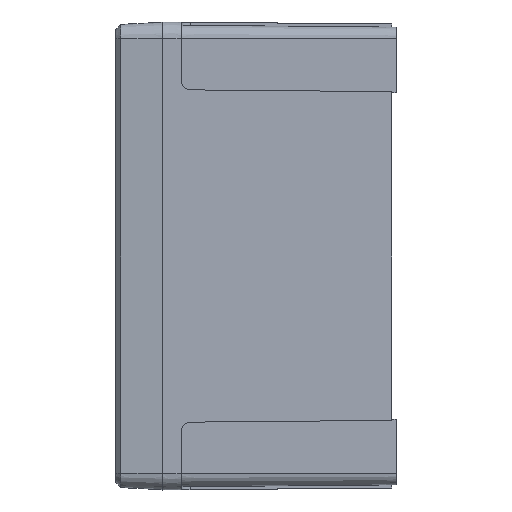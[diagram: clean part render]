
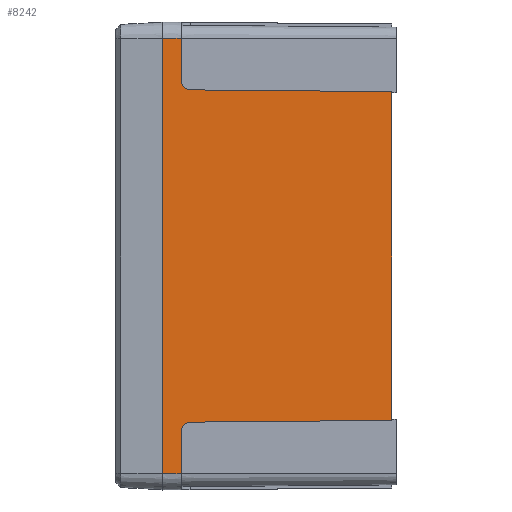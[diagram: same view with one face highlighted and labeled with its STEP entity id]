
A CAD part, left-side view. The second image highlights one B-rep face of the part: STEP entity #8242.
In plain terms, the highlighted planar face has unit normal (-1, -0.009, 0).
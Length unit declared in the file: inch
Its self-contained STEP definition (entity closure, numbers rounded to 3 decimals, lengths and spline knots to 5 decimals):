
#118 = EDGE_CURVE ( 'NONE', #2714, #14062, #12563, .T. ) ;
#153 = CARTESIAN_POINT ( 'NONE',  ( -1.9691, -0.15748, -1.43186 ) ) ;
#763 = VECTOR ( 'NONE', #1728, 39.37008 ) ;
#915 = ORIENTED_EDGE ( 'NONE', *, *, #8599, .T. ) ;
#947 = ORIENTED_EDGE ( 'NONE', *, *, #8608, .F. ) ;
#1266 = EDGE_CURVE ( 'NONE', #8106, #11782, #5116, .T. ) ;
#1728 = DIRECTION ( 'NONE',  ( -0.009, 1., 0. ) ) ;
#1805 = VERTEX_POINT ( 'NONE', #6626 ) ;
#1926 = VECTOR ( 'NONE', #10936, 39.37008 ) ;
#2016 = DIRECTION ( 'NONE',  ( 0., 0., 1. ) ) ;
#2171 = EDGE_CURVE ( 'NONE', #8106, #2376, #5041, .T. ) ;
#2376 = VERTEX_POINT ( 'NONE', #6972 ) ;
#2528 = EDGE_CURVE ( 'NONE', #3891, #11782, #13422, .T. ) ;
#2582 = DIRECTION ( 'NONE',  ( -1., -0.009, 0. ) ) ;
#2714 = VERTEX_POINT ( 'NONE', #9606 ) ;
#2999 = VECTOR ( 'NONE', #13777, 39.37008 ) ;
#3066 = DIRECTION ( 'NONE',  ( 0., 0., 1. ) ) ;
#3336 =( BOUNDED_CURVE ( )  B_SPLINE_CURVE ( 3, ( #10452, #153, #4720, #8273 ),
 .UNSPECIFIED., .F., .F. ) 
 B_SPLINE_CURVE_WITH_KNOTS ( ( 4, 4 ),
 ( 3.14159, 4.70366 ),
 .UNSPECIFIED. ) 
 CURVE ( )  GEOMETRIC_REPRESENTATION_ITEM ( )  RATIONAL_B_SPLINE_CURVE ( ( 1., 0.807, 0.807, 1. ) ) 
 REPRESENTATION_ITEM ( '' )  );
#3554 = LINE ( 'NONE', #7106, #7039 ) ;
#3623 = VERTEX_POINT ( 'NONE', #7232 ) ;
#3891 = VERTEX_POINT ( 'NONE', #5437 ) ;
#4048 = CARTESIAN_POINT ( 'NONE',  ( -1.97047, 0., -1.83268 ) ) ;
#4191 = CARTESIAN_POINT ( 'NONE',  ( -1.97047, 0., -1.83268 ) ) ;
#4316 = LINE ( 'NONE', #13633, #2999 ) ;
#4449 = CARTESIAN_POINT ( 'NONE',  ( -1.9691, -0.15748, -1.83268 ) ) ;
#4498 = CARTESIAN_POINT ( 'NONE',  ( -1.9691, -0.15748, -1.83268 ) ) ;
#4624 = ORIENTED_EDGE ( 'NONE', *, *, #8911, .T. ) ;
#4720 = CARTESIAN_POINT ( 'NONE',  ( -1.96882, -0.18973, -1.39932 ) ) ;
#4751 = LINE ( 'NONE', #11872, #10329 ) ;
#4878 = DIRECTION ( 'NONE',  ( -0.009, 1., -0.009 ) ) ;
#5041 =( BOUNDED_CURVE ( )  B_SPLINE_CURVE ( 3, ( #6384, #7630, #10039, #13747 ),
 .UNSPECIFIED., .F., .F. ) 
 B_SPLINE_CURVE_WITH_KNOTS ( ( 4, 4 ),
 ( 4.72112, 6.28319 ),
 .UNSPECIFIED. ) 
 CURVE ( )  GEOMETRIC_REPRESENTATION_ITEM ( )  RATIONAL_B_SPLINE_CURVE ( ( 1., 0.807, 0.807, 1. ) ) 
 REPRESENTATION_ITEM ( '' )  );
#5116 = LINE ( 'NONE', #14659, #6129 ) ;
#5133 = FACE_OUTER_BOUND ( 'NONE', #6563, .T. ) ;
#5164 = ORIENTED_EDGE ( 'NONE', *, *, #9113, .F. ) ;
#5437 = CARTESIAN_POINT ( 'NONE',  ( -1.95364, -1.92913, -1.38415 ) ) ;
#5608 = LINE ( 'NONE', #4449, #14521 ) ;
#6129 = VECTOR ( 'NONE', #13195, 39.37008 ) ;
#6384 = CARTESIAN_POINT ( 'NONE',  ( -1.96842, -0.23553, 1.39893 ) ) ;
#6563 = EDGE_LOOP ( 'NONE', ( #13399, #14765, #13600, #8264, #8896, #5164, #4624, #915, #947, #15307 ) ) ;
#6626 = CARTESIAN_POINT ( 'NONE',  ( -1.96842, -0.23553, -1.39893 ) ) ;
#6961 = VECTOR ( 'NONE', #2016, 39.37008 ) ;
#6972 = CARTESIAN_POINT ( 'NONE',  ( -1.9691, -0.15748, 1.47766 ) ) ;
#7039 = VECTOR ( 'NONE', #4878, 39.37008 ) ;
#7106 = CARTESIAN_POINT ( 'NONE',  ( -1.97051, 0.00377, -1.40101 ) ) ;
#7232 = CARTESIAN_POINT ( 'NONE',  ( -1.9691, -0.15748, 1.83268 ) ) ;
#7250 = VERTEX_POINT ( 'NONE', #4498 ) ;
#7630 = CARTESIAN_POINT ( 'NONE',  ( -1.96882, -0.18973, 1.39932 ) ) ;
#8028 = EDGE_CURVE ( 'NONE', #3623, #14062, #4751, .T. ) ;
#8074 = DIRECTION ( 'NONE',  ( -0.009, 1., 0. ) ) ;
#8106 = VERTEX_POINT ( 'NONE', #11711 ) ;
#8242 = ADVANCED_FACE ( 'NONE', ( #5133 ), #8471, .T. ) ;
#8264 = ORIENTED_EDGE ( 'NONE', *, *, #8028, .T. ) ;
#8273 = CARTESIAN_POINT ( 'NONE',  ( -1.96842, -0.23553, -1.39893 ) ) ;
#8471 = PLANE ( 'NONE',  #14485 ) ;
#8599 = EDGE_CURVE ( 'NONE', #14367, #1805, #3336, .T. ) ;
#8608 = EDGE_CURVE ( 'NONE', #3891, #1805, #3554, .T. ) ;
#8635 = LINE ( 'NONE', #8852, #763 ) ;
#8852 = CARTESIAN_POINT ( 'NONE',  ( -1.97047, 0., -1.83268 ) ) ;
#8896 = ORIENTED_EDGE ( 'NONE', *, *, #118, .F. ) ;
#8911 = EDGE_CURVE ( 'NONE', #7250, #14367, #4316, .T. ) ;
#9113 = EDGE_CURVE ( 'NONE', #7250, #2714, #8635, .T. ) ;
#9606 = CARTESIAN_POINT ( 'NONE',  ( -1.97047, 0., -1.83268 ) ) ;
#10039 = CARTESIAN_POINT ( 'NONE',  ( -1.9691, -0.15748, 1.43186 ) ) ;
#10329 = VECTOR ( 'NONE', #8074, 39.37008 ) ;
#10377 = EDGE_CURVE ( 'NONE', #2376, #3623, #5608, .T. ) ;
#10452 = CARTESIAN_POINT ( 'NONE',  ( -1.9691, -0.15748, -1.47766 ) ) ;
#10633 = CARTESIAN_POINT ( 'NONE',  ( -1.9691, -0.15748, -1.47766 ) ) ;
#10936 = DIRECTION ( 'NONE',  ( 0., 0., 1. ) ) ;
#11711 = CARTESIAN_POINT ( 'NONE',  ( -1.96842, -0.23553, 1.39893 ) ) ;
#11782 = VERTEX_POINT ( 'NONE', #11887 ) ;
#11872 = CARTESIAN_POINT ( 'NONE',  ( -1.97047, 0., 1.83268 ) ) ;
#11887 = CARTESIAN_POINT ( 'NONE',  ( -1.95364, -1.92913, 1.38415 ) ) ;
#12563 = LINE ( 'NONE', #4191, #6961 ) ;
#13195 = DIRECTION ( 'NONE',  ( 0.009, -1., -0.009 ) ) ;
#13215 = DIRECTION ( 'NONE',  ( -0.009, 1., 0. ) ) ;
#13399 = ORIENTED_EDGE ( 'NONE', *, *, #1266, .F. ) ;
#13422 = LINE ( 'NONE', #14662, #1926 ) ;
#13600 = ORIENTED_EDGE ( 'NONE', *, *, #10377, .T. ) ;
#13633 = CARTESIAN_POINT ( 'NONE',  ( -1.9691, -0.15748, -1.83268 ) ) ;
#13747 = CARTESIAN_POINT ( 'NONE',  ( -1.9691, -0.15748, 1.47766 ) ) ;
#13777 = DIRECTION ( 'NONE',  ( 0., 0., 1. ) ) ;
#14062 = VERTEX_POINT ( 'NONE', #14421 ) ;
#14367 = VERTEX_POINT ( 'NONE', #10633 ) ;
#14421 = CARTESIAN_POINT ( 'NONE',  ( -1.97047, 0., 1.83268 ) ) ;
#14485 = AXIS2_PLACEMENT_3D ( 'NONE', #4048, #2582, #13215 ) ;
#14521 = VECTOR ( 'NONE', #3066, 39.37008 ) ;
#14659 = CARTESIAN_POINT ( 'NONE',  ( -1.97023, -0.02822, 1.40073 ) ) ;
#14662 = CARTESIAN_POINT ( 'NONE',  ( -1.95364, -1.92913, -1.83268 ) ) ;
#14765 = ORIENTED_EDGE ( 'NONE', *, *, #2171, .T. ) ;
#15307 = ORIENTED_EDGE ( 'NONE', *, *, #2528, .T. ) ;
